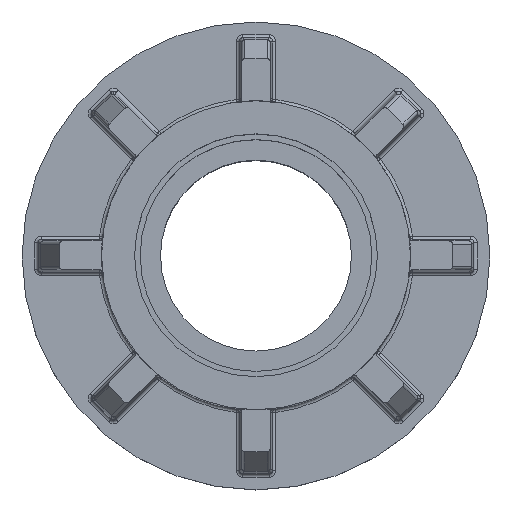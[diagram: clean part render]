
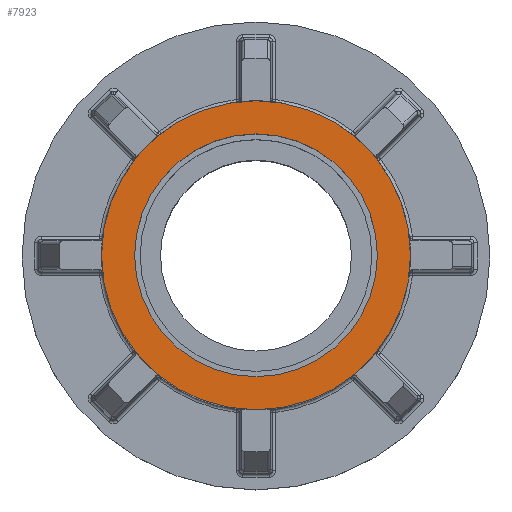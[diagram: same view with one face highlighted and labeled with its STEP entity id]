
A CAD part, top view. The second image highlights one B-rep face of the part: STEP entity #7923.
In plain terms, the highlighted planar face has unit normal (0, 0, 1).
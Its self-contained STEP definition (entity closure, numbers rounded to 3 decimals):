
#28 = AXIS2_PLACEMENT_3D ( 'NONE', #3379, #6228, #1943 ) ;
#109 = AXIS2_PLACEMENT_3D ( 'NONE', #4102, #9051, #4799 ) ;
#269 = AXIS2_PLACEMENT_3D ( 'NONE', #8057, #3859, #8794 ) ;
#1258 = VERTEX_POINT ( 'NONE', #7078 ) ;
#1943 = DIRECTION ( 'NONE',  ( 1., 0., 0. ) ) ;
#2428 = ORIENTED_EDGE ( 'NONE', *, *, #4740, .F. ) ;
#2646 = AXIS2_PLACEMENT_3D ( 'NONE', #2909, #7817, #3614 ) ;
#2737 = CIRCLE ( 'NONE', #3160, 11. ) ;
#2909 = CARTESIAN_POINT ( 'NONE',  ( 0., 0., 43. ) ) ;
#3160 = AXIS2_PLACEMENT_3D ( 'NONE', #7565, #3357, #8292 ) ;
#3173 = VERTEX_POINT ( 'NONE', #5728 ) ;
#3357 = DIRECTION ( 'NONE',  ( 0., 0., 1. ) ) ;
#3379 = CARTESIAN_POINT ( 'NONE',  ( 0., 0., 43. ) ) ;
#3391 = EDGE_LOOP ( 'NONE', ( #6170, #6509 ) ) ;
#3401 = CIRCLE ( 'NONE', #109, 11. ) ;
#3440 = VERTEX_POINT ( 'NONE', #8093 ) ;
#3614 = DIRECTION ( 'NONE',  ( 1., 0., 0. ) ) ;
#3859 = DIRECTION ( 'NONE',  ( 0., 0., 1. ) ) ;
#4102 = CARTESIAN_POINT ( 'NONE',  ( 0., 0., 43. ) ) ;
#4737 = CARTESIAN_POINT ( 'NONE',  ( -11., 0., 43. ) ) ;
#4740 = EDGE_CURVE ( 'NONE', #7300, #3173, #2737, .T. ) ;
#4799 = DIRECTION ( 'NONE',  ( 1., 0., 0. ) ) ;
#4847 = ORIENTED_EDGE ( 'NONE', *, *, #7917, .F. ) ;
#4949 = CIRCLE ( 'NONE', #269, 14. ) ;
#5069 = FACE_OUTER_BOUND ( 'NONE', #3391, .T. ) ;
#5353 = EDGE_CURVE ( 'NONE', #3440, #1258, #7891, .T. ) ;
#5547 = PLANE ( 'NONE',  #28 ) ;
#5728 = CARTESIAN_POINT ( 'NONE',  ( 11., 0., 43. ) ) ;
#6170 = ORIENTED_EDGE ( 'NONE', *, *, #5353, .T. ) ;
#6228 = DIRECTION ( 'NONE',  ( 0., 0., 1. ) ) ;
#6509 = ORIENTED_EDGE ( 'NONE', *, *, #7810, .T. ) ;
#6892 = FACE_BOUND ( 'NONE', #8050, .T. ) ;
#7078 = CARTESIAN_POINT ( 'NONE',  ( 14., 0., 43. ) ) ;
#7300 = VERTEX_POINT ( 'NONE', #4737 ) ;
#7565 = CARTESIAN_POINT ( 'NONE',  ( 0., 0., 43. ) ) ;
#7810 = EDGE_CURVE ( 'NONE', #1258, #3440, #4949, .T. ) ;
#7817 = DIRECTION ( 'NONE',  ( 0., 0., 1. ) ) ;
#7891 = CIRCLE ( 'NONE', #2646, 14. ) ;
#7917 = EDGE_CURVE ( 'NONE', #3173, #7300, #3401, .T. ) ;
#7923 = ADVANCED_FACE ( 'NONE', ( #6892, #5069 ), #5547, .T. ) ;
#8050 = EDGE_LOOP ( 'NONE', ( #4847, #2428 ) ) ;
#8057 = CARTESIAN_POINT ( 'NONE',  ( 0., 0., 43. ) ) ;
#8093 = CARTESIAN_POINT ( 'NONE',  ( -14., 0., 43. ) ) ;
#8292 = DIRECTION ( 'NONE',  ( 1., 0., 0. ) ) ;
#8794 = DIRECTION ( 'NONE',  ( 1., 0., 0. ) ) ;
#9051 = DIRECTION ( 'NONE',  ( 0., 0., 1. ) ) ;
